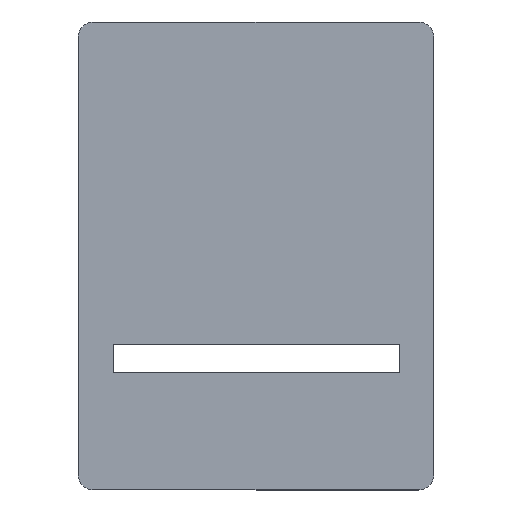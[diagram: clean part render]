
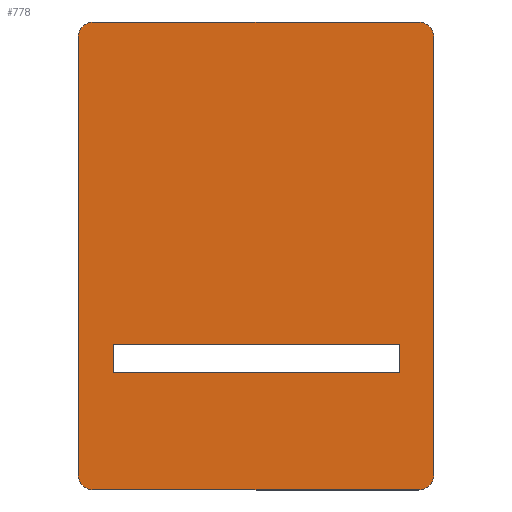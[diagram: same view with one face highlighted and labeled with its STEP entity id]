
A CAD part, top view. The second image highlights one B-rep face of the part: STEP entity #778.
In plain terms, the highlighted planar face has unit normal (0, 0, 1).
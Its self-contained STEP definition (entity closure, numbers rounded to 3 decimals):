
#3 = EDGE_CURVE ( 'NONE', #38, #485, #160, .T. ) ;
#11 = DIRECTION ( 'NONE',  ( 0., 1., 0. ) ) ;
#21 = LINE ( 'NONE', #562, #405 ) ;
#24 = LINE ( 'NONE', #454, #582 ) ;
#38 = VERTEX_POINT ( 'NONE', #154 ) ;
#52 = LINE ( 'NONE', #253, #412 ) ;
#64 = CIRCLE ( 'NONE', #337, 4. ) ;
#76 = ORIENTED_EDGE ( 'NONE', *, *, #106, .T. ) ;
#90 = ORIENTED_EDGE ( 'NONE', *, *, #758, .T. ) ;
#92 = ORIENTED_EDGE ( 'NONE', *, *, #162, .T. ) ;
#94 = DIRECTION ( 'NONE',  ( 0., -1., 0. ) ) ;
#105 = CARTESIAN_POINT ( 'NONE',  ( 87.7, 120.7, 0. ) ) ;
#106 = EDGE_CURVE ( 'NONE', #425, #189, #835, .T. ) ;
#122 = VERTEX_POINT ( 'NONE', #448 ) ;
#132 = CARTESIAN_POINT ( 'NONE',  ( 87.7, 116.7, 0. ) ) ;
#142 = FACE_BOUND ( 'NONE', #502, .T. ) ;
#153 = DIRECTION ( 'NONE',  ( 1., 0., 0. ) ) ;
#154 = CARTESIAN_POINT ( 'NONE',  ( 8.85, 30.2, 0. ) ) ;
#160 = LINE ( 'NONE', #594, #469 ) ;
#162 = EDGE_CURVE ( 'NONE', #189, #904, #24, .T. ) ;
#172 = AXIS2_PLACEMENT_3D ( 'NONE', #864, #867, #198 ) ;
#189 = VERTEX_POINT ( 'NONE', #908 ) ;
#198 = DIRECTION ( 'NONE',  ( 1., 0., 0. ) ) ;
#251 = DIRECTION ( 'NONE',  ( 0., -1., 0. ) ) ;
#253 = CARTESIAN_POINT ( 'NONE',  ( 91.7, 0., 0. ) ) ;
#262 = CARTESIAN_POINT ( 'NONE',  ( 0., 0., 0. ) ) ;
#268 = EDGE_CURVE ( 'NONE', #927, #296, #321, .T. ) ;
#273 = LINE ( 'NONE', #850, #631 ) ;
#281 = FACE_OUTER_BOUND ( 'NONE', #287, .T. ) ;
#285 = LINE ( 'NONE', #781, #784 ) ;
#287 = EDGE_LOOP ( 'NONE', ( #92, #294, #455, #895, #859, #505, #90, #76 ) ) ;
#289 = VERTEX_POINT ( 'NONE', #324 ) ;
#294 = ORIENTED_EDGE ( 'NONE', *, *, #643, .T. ) ;
#296 = VERTEX_POINT ( 'NONE', #620 ) ;
#302 = VECTOR ( 'NONE', #496, 1000. ) ;
#315 = CARTESIAN_POINT ( 'NONE',  ( 3.7, 3.7, 0. ) ) ;
#321 = LINE ( 'NONE', #401, #691 ) ;
#324 = CARTESIAN_POINT ( 'NONE',  ( 91.7, 3.7, 0. ) ) ;
#337 = AXIS2_PLACEMENT_3D ( 'NONE', #315, #628, #855 ) ;
#342 = CARTESIAN_POINT ( 'NONE',  ( 82.85, 37.2, 0. ) ) ;
#346 = CARTESIAN_POINT ( 'NONE',  ( 3.7, -0.3, 0. ) ) ;
#401 = CARTESIAN_POINT ( 'NONE',  ( 0., -0.3, 0. ) ) ;
#404 = EDGE_CURVE ( 'NONE', #289, #122, #52, .T. ) ;
#405 = VECTOR ( 'NONE', #912, 1000. ) ;
#409 = AXIS2_PLACEMENT_3D ( 'NONE', #132, #652, #501 ) ;
#412 = VECTOR ( 'NONE', #491, 1000. ) ;
#415 = CARTESIAN_POINT ( 'NONE',  ( 3.7, 120.7, 0. ) ) ;
#425 = VERTEX_POINT ( 'NONE', #415 ) ;
#448 = CARTESIAN_POINT ( 'NONE',  ( 91.7, 116.7, 0. ) ) ;
#454 = CARTESIAN_POINT ( 'NONE',  ( -0.3, 0., 0. ) ) ;
#455 = ORIENTED_EDGE ( 'NONE', *, *, #268, .T. ) ;
#469 = VECTOR ( 'NONE', #11, 1000. ) ;
#485 = VERTEX_POINT ( 'NONE', #739 ) ;
#491 = DIRECTION ( 'NONE',  ( 0., 1., 0. ) ) ;
#496 = DIRECTION ( 'NONE',  ( -1., 0., 0. ) ) ;
#501 = DIRECTION ( 'NONE',  ( 1., 0., 0. ) ) ;
#502 = EDGE_LOOP ( 'NONE', ( #804, #545, #716, #761 ) ) ;
#505 = ORIENTED_EDGE ( 'NONE', *, *, #756, .T. ) ;
#532 = VERTEX_POINT ( 'NONE', #105 ) ;
#545 = ORIENTED_EDGE ( 'NONE', *, *, #640, .T. ) ;
#553 = DIRECTION ( 'NONE',  ( -1., 0., 0. ) ) ;
#555 = CARTESIAN_POINT ( 'NONE',  ( 82.85, 37.2, 0. ) ) ;
#562 = CARTESIAN_POINT ( 'NONE',  ( 0., 120.7, 0. ) ) ;
#571 = DIRECTION ( 'NONE',  ( 1., 0., 0. ) ) ;
#582 = VECTOR ( 'NONE', #94, 1000. ) ;
#589 = AXIS2_PLACEMENT_3D ( 'NONE', #262, #723, #571 ) ;
#593 = CARTESIAN_POINT ( 'NONE',  ( 3.7, 116.7, 0. ) ) ;
#594 = CARTESIAN_POINT ( 'NONE',  ( 8.85, 0., 0. ) ) ;
#603 = AXIS2_PLACEMENT_3D ( 'NONE', #593, #750, #153 ) ;
#620 = CARTESIAN_POINT ( 'NONE',  ( 87.7, -0.3, 0. ) ) ;
#628 = DIRECTION ( 'NONE',  ( 0., 0., 1. ) ) ;
#631 = VECTOR ( 'NONE', #553, 1000. ) ;
#640 = EDGE_CURVE ( 'NONE', #938, #38, #273, .T. ) ;
#643 = EDGE_CURVE ( 'NONE', #904, #927, #64, .T. ) ;
#649 = CARTESIAN_POINT ( 'NONE',  ( -0.3, 3.7, 0. ) ) ;
#652 = DIRECTION ( 'NONE',  ( 0., 0., 1. ) ) ;
#691 = VECTOR ( 'NONE', #697, 1000. ) ;
#697 = DIRECTION ( 'NONE',  ( 1., 0., 0. ) ) ;
#704 = VERTEX_POINT ( 'NONE', #555 ) ;
#707 = EDGE_CURVE ( 'NONE', #704, #938, #285, .T. ) ;
#713 = LINE ( 'NONE', #342, #302 ) ;
#716 = ORIENTED_EDGE ( 'NONE', *, *, #3, .T. ) ;
#722 = CARTESIAN_POINT ( 'NONE',  ( 82.85, 30.2, 0. ) ) ;
#723 = DIRECTION ( 'NONE',  ( 0., 0., 1. ) ) ;
#739 = CARTESIAN_POINT ( 'NONE',  ( 8.85, 37.2, 0. ) ) ;
#750 = DIRECTION ( 'NONE',  ( 0., 0., 1. ) ) ;
#756 = EDGE_CURVE ( 'NONE', #122, #532, #801, .T. ) ;
#758 = EDGE_CURVE ( 'NONE', #532, #425, #21, .T. ) ;
#761 = ORIENTED_EDGE ( 'NONE', *, *, #871, .F. ) ;
#778 = ADVANCED_FACE ( 'NONE', ( #281, #142 ), #787, .T. ) ;
#781 = CARTESIAN_POINT ( 'NONE',  ( 82.85, 0., 0. ) ) ;
#784 = VECTOR ( 'NONE', #251, 1000. ) ;
#787 = PLANE ( 'NONE',  #589 ) ;
#801 = CIRCLE ( 'NONE', #409, 4. ) ;
#804 = ORIENTED_EDGE ( 'NONE', *, *, #707, .T. ) ;
#819 = EDGE_CURVE ( 'NONE', #296, #289, #822, .T. ) ;
#822 = CIRCLE ( 'NONE', #172, 4. ) ;
#835 = CIRCLE ( 'NONE', #603, 4. ) ;
#850 = CARTESIAN_POINT ( 'NONE',  ( 82.85, 30.2, 0. ) ) ;
#855 = DIRECTION ( 'NONE',  ( 1., 0., 0. ) ) ;
#859 = ORIENTED_EDGE ( 'NONE', *, *, #404, .T. ) ;
#864 = CARTESIAN_POINT ( 'NONE',  ( 87.7, 3.7, 0. ) ) ;
#867 = DIRECTION ( 'NONE',  ( 0., 0., 1. ) ) ;
#871 = EDGE_CURVE ( 'NONE', #704, #485, #713, .T. ) ;
#895 = ORIENTED_EDGE ( 'NONE', *, *, #819, .T. ) ;
#904 = VERTEX_POINT ( 'NONE', #649 ) ;
#908 = CARTESIAN_POINT ( 'NONE',  ( -0.3, 116.7, 0. ) ) ;
#912 = DIRECTION ( 'NONE',  ( -1., 0., 0. ) ) ;
#927 = VERTEX_POINT ( 'NONE', #346 ) ;
#938 = VERTEX_POINT ( 'NONE', #722 ) ;
